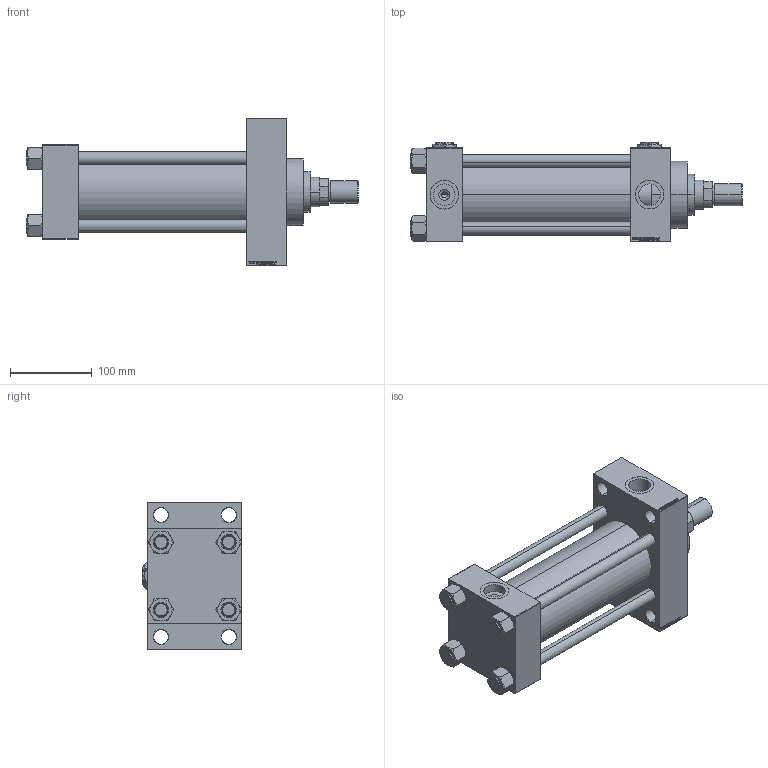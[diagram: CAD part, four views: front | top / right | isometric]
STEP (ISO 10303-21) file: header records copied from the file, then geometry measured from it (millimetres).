
FILE_DESCRIPTION (( 'STEP AP203' ), '1' );
FILE_NAME ('7ab4.STEP', '2025-07-16T08:23:43', ( '' ), ( '' ), 'SwSTEP 2.0', 'SolidWorks 2019', '' );
FILE_SCHEMA (( 'CONFIG_CONTROL_DESIGN' ));
Length unit declared in the file: millimetre
Products named in the file (8): V215CR_D_Body db2c5f37adfcaf2b0d5eef8d6c3369a7; 7ab4; V215_VC_A db2c5f37adfcaf2b0d5eef8d6c3369a7; V215CR_VCP_D db2c5f37adfcaf2b0d5eef8d6c3369a7; NUT_M5_D db2c5f37adfcaf2b0d5eef8d6c3369a7; Zatka_pro_OIL_PORT db2c5f37adfcaf2b0d5eef8d6c3369a7; ROD_END_AH db2c5f37adfcaf2b0d5eef8d6c3369a7; V215CR_D_TYCINKA db2c5f37adfcaf2b0d5eef8d6c3369a7
Assembly tree (14 placements, depth 2):
  7ab4
    V215CR_D_Body db2c5f37adfcaf2b0d5eef8d6c3369a7
    V215CR_VCP_D db2c5f37adfcaf2b0d5eef8d6c3369a7
    NUT_M5_D db2c5f37adfcaf2b0d5eef8d6c3369a7  x4
    V215CR_D_TYCINKA db2c5f37adfcaf2b0d5eef8d6c3369a7  x4
    V215_VC_A db2c5f37adfcaf2b0d5eef8d6c3369a7
    ROD_END_AH db2c5f37adfcaf2b0d5eef8d6c3369a7
    Zatka_pro_OIL_PORT db2c5f37adfcaf2b0d5eef8d6c3369a7  x2
Bounding box: 406 x 122 x 180 mm (x, y, z)
Volume: 2350566.1 mm3; surface area: 424564.9 mm2
Topology: 14 solids, 14 shells, 1266 faces, 3164 edges, 2044 vertices
Faces by surface type: plane 597, bspline 368, cone 188, cylinder 103, torus 10
Entity records: 50267 total; most frequent: CARTESIAN_POINT 25935, ORIENTED_EDGE 5400, DIRECTION 3602, EDGE_CURVE 2700, VERTEX_POINT 1764, VECTOR 1578, LINE 1578, EDGE_LOOP 1208
